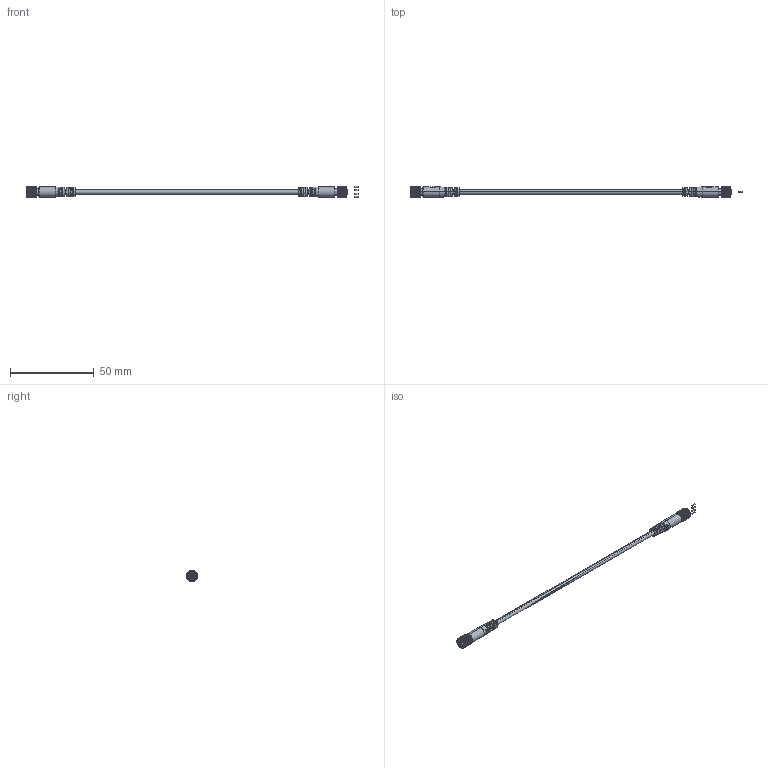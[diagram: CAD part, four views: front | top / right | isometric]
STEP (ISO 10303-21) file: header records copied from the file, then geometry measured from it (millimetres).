
FILE_DESCRIPTION (( 'STEP AP203' ), '1' );
FILE_NAME ('10-03013_revA.STEP', '2018-09-17T16:31:43', ( '' ), ( '' ), 'SwSTEP 2.0', 'SolidWorks 2015', '' );
FILE_SCHEMA (( 'CONFIG_CONTROL_DESIGN' ));
Length unit declared in the file: millimetre
Products named in the file (8): 10-03013_revA; 50-00605; 30-00495_blunt cut; 24-00263; M5F4P; M5_oring_small; M5Female_inline threads; M5Female_socket
Assembly tree (12 placements, depth 3):
  10-03013_revA
    30-00495_blunt cut
    24-00263  x2
    50-00605  x2
      M5Female_inline threads
      M5F4P
      M5Female_socket
      M5_oring_small
Bounding box: 197.88 x 6.5 x 6.7 mm (x, y, z)
Volume: 2310.5 mm3; surface area: 16471.6 mm2
Topology: 205 solids, 205 shells, 4036 faces, 8878 edges, 5288 vertices
Faces by surface type: bspline 1662, cylinder 1380, plane 690, torus 272, cone 32
Entity records: 82332 total; most frequent: CARTESIAN_POINT 31276, ORIENTED_EDGE 10828, DIRECTION 8790, EDGE_CURVE 5414, AXIS2_PLACEMENT_3D 3620, VERTEX_POINT 3306, EDGE_LOOP 2912, ADVANCED_FACE 2514
